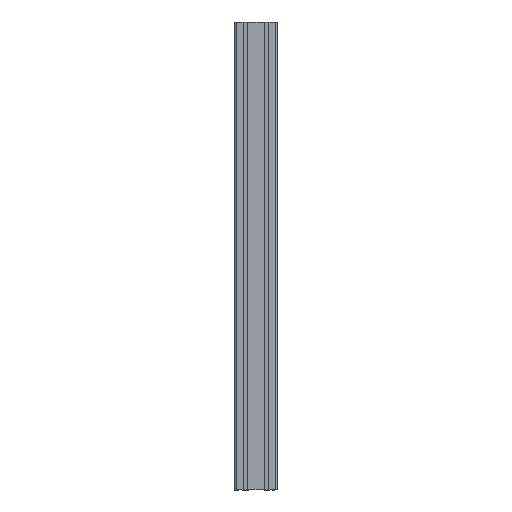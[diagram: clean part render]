
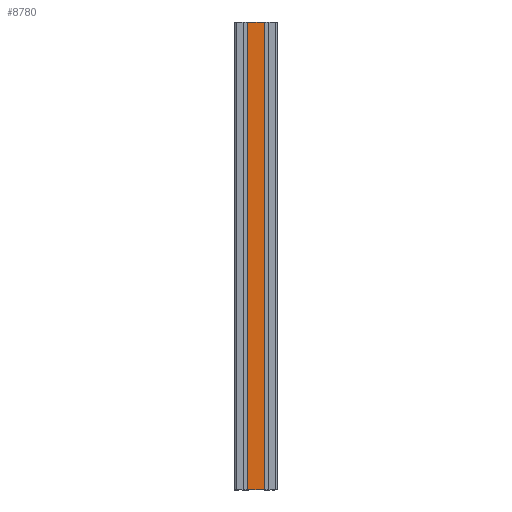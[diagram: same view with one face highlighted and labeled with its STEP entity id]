
A CAD part, left-side view. The second image highlights one B-rep face of the part: STEP entity #8780.
In plain terms, the highlighted face is planar.
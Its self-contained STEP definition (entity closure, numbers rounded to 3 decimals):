
#4410=ORIENTED_EDGE('',*,*,#6247,.T.);
#4411=ORIENTED_EDGE('',*,*,#6248,.F.);
#4412=ORIENTED_EDGE('',*,*,#6244,.F.);
#4413=ORIENTED_EDGE('',*,*,#6249,.T.);
#5192=VECTOR('',#7080,1.);
#5195=VECTOR('',#7085,1.);
#5196=VECTOR('',#7086,1.);
#5197=VECTOR('',#7087,1.);
#5576=LINE('',#7858,#5192);
#5579=LINE('',#7864,#5195);
#5580=LINE('',#7865,#5196);
#5581=LINE('',#7866,#5197);
#5922=VERTEX_POINT('',#7856);
#5923=VERTEX_POINT('',#7857);
#5924=VERTEX_POINT('',#7862);
#5925=VERTEX_POINT('',#7863);
#6244=EDGE_CURVE('',#5922,#5923,#5576,.T.);
#6247=EDGE_CURVE('',#5924,#5925,#5579,.T.);
#6248=EDGE_CURVE('',#5923,#5925,#5580,.T.);
#6249=EDGE_CURVE('',#5922,#5924,#5581,.T.);
#6574=EDGE_LOOP('',(#4410,#4411,#4412,#4413));
#6738=FACE_BOUND('',#6574,.T.);
#7080=DIRECTION('',(-1000.,0.,0.));
#7083=DIRECTION('',(0.,0.,-1.));
#7084=DIRECTION('',(0.,1.,0.));
#7085=DIRECTION('',(-1000.,0.,0.));
#7086=DIRECTION('',(0.,-34.8,0.));
#7087=DIRECTION('',(0.,-34.8,0.));
#7856=CARTESIAN_POINT('',(1000.,17.4,-45.));
#7857=CARTESIAN_POINT('',(0.,17.4,-45.));
#7858=CARTESIAN_POINT('',(1000.,17.4,-45.));
#7861=CARTESIAN_POINT('',(1000.,-17.4,-45.));
#7862=CARTESIAN_POINT('',(1000.,-17.4,-45.));
#7863=CARTESIAN_POINT('',(0.,-17.4,-45.));
#7864=CARTESIAN_POINT('',(1000.,-17.4,-45.));
#7865=CARTESIAN_POINT('',(0.,17.4,-45.));
#7866=CARTESIAN_POINT('',(1000.,17.4,-45.));
#8482=AXIS2_PLACEMENT_3D('',#7861,#7083,#7084);
#8652=PLANE('',#8482);
#8780=ADVANCED_FACE('',(#6738),#8652,.T.);
